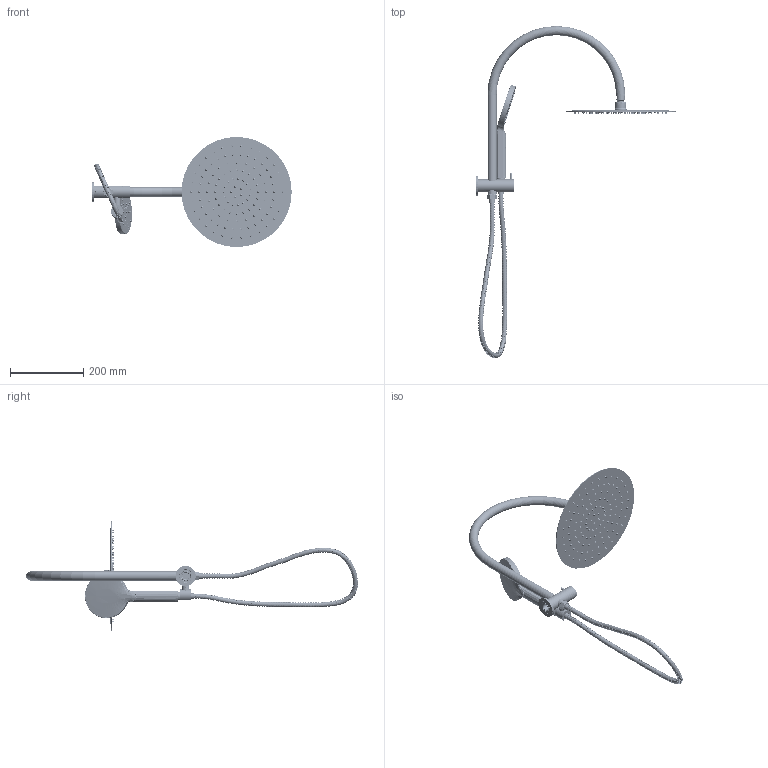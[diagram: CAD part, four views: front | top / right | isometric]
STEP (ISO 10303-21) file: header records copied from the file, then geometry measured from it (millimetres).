
FILE_DESCRIPTION((''),'2;1');
FILE_NAME('V7260001_ASM','2025-10-29T18:28:11',('Administrator'),(''),'CREO PARAMETRIC BY PTC INC, 2021023','CREO PARAMETRIC BY PTC INC, 2021023','');
FILE_SCHEMA(('CONFIG_CONTROL_DESIGN'));
Length unit declared in the file: millimetre
Products named in the file (42): 10001; 0001; 0003; WPTE0013WWH__1; 10002; 0004; WPOE0119; 16X25; IMPORTED3; IMPORTED4; IMPORTED2; IMPORTED1; WPNH0038WXX_ASM; WPCA0021-0001_3; WPBA0083WCP; WPJA0113WNI_; WPLC0002-M5X40001_2; WPOE0181-26X2-O00_2; WPBA0035WCP__1; WPOE0022WBK-__1; WPLC0049WXX; 0005; WPTE0621WXX; T220001_ASM; 0002; 12000; G1_20001; 20002_ASM; WPKA0069WCP; WPOE0241WBK; RUANGUAN; ORO-300R-AIR-300R-0001; H12013-01_235; H12013-02_286; H12013-03_239; H12013-06_185; H12013-07_108; QIANANNIU_ASM_27_ASM; H12013-04-01_39; H12013_ASM_322_ASM ...
Assembly tree (47 placements, depth 5):
  V7260001_ASM
    T220001_ASM
      10001
      0001
      0003
      WPTE0013WWH__1
      10002
      0004
      WPOE0119  x2
      16X25  x2
      WPNH0038WXX_ASM
        IMPORTED3
        IMPORTED4
        IMPORTED2
        IMPORTED1
      WPCA0021-0001_3
      WPBA0083WCP
      WPJA0113WNI_
      WPLC0002-M5X40001_2  x2
      WPOE0181-26X2-O00_2  x3
      WPBA0035WCP__1
      WPOE0022WBK-__1
      WPLC0049WXX  x2
      0005
      WPTE0621WXX
    20002_ASM
      0002
      12000
      G1_20001
    WPKA0069WCP
    WPOE0241WBK
    RUANGUAN
    ORO-300R-AIR-300R-0001
    ORO-34A-WPNH0228-H12013_ASM
      H12013_ASM_322_ASM
        H12013-01_235
        H12013-02_286
        H12013-03_239
        H12013-06_185
        QIANANNIU_ASM_27_ASM
          H12013-07_108
        H12013-04-01_39
Bounding box: 543 x 904.07 x 300 mm (x, y, z)
Volume: 806451.5 mm3; surface area: 556383.6 mm2
Topology: 41 solids, 46 shells, 5659 faces, 13342 edges, 8381 vertices
Faces by surface type: cylinder 1837, plane 1515, bspline 995, cone 617, torus 540, extrusion 99, sphere 56
Entity records: 553762 total; most frequent: CARTESIAN_POINT 431610, ORIENTED_EDGE 26368, DIRECTION 23007, EDGE_CURVE 13194, AXIS2_PLACEMENT_3D 9484, VERTEX_POINT 8321, EDGE_LOOP 6635, FACE_OUTER_BOUND 5620
